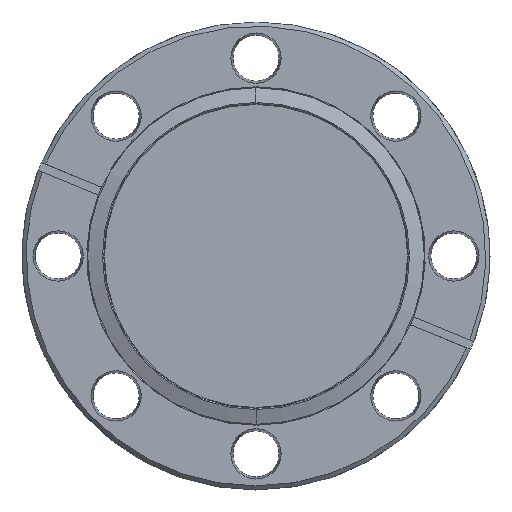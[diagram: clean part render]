
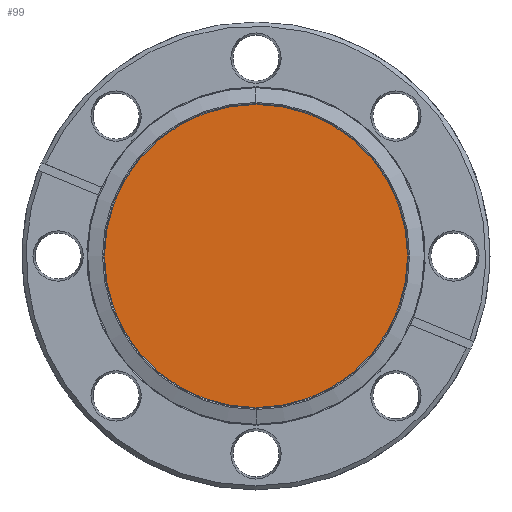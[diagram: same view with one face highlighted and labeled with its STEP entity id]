
A CAD part, left-side view. The second image highlights one B-rep face of the part: STEP entity #99.
In plain terms, the highlighted planar face has unit normal (-1, 0, 0).
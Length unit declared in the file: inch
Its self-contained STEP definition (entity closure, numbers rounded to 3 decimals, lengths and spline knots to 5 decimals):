
#46 = CARTESIAN_POINT ( 'NONE',  ( 0.051, 0., -1.0914 ) ) ;
#99 = ADVANCED_FACE ( 'NONE', ( #2114 ), #179, .F. ) ;
#150 = DIRECTION ( 'NONE',  ( -1., 0., 0. ) ) ;
#179 = PLANE ( 'NONE',  #301 ) ;
#301 = AXIS2_PLACEMENT_3D ( 'NONE', #2267, #1404, #1205 ) ;
#305 = DIRECTION ( 'NONE',  ( -1., 0., 0. ) ) ;
#365 = VERTEX_POINT ( 'NONE', #1421 ) ;
#465 = CIRCLE ( 'NONE', #1866, 1.0914 ) ;
#505 = EDGE_LOOP ( 'NONE', ( #1559, #2039 ) ) ;
#780 = CARTESIAN_POINT ( 'NONE',  ( 0.051, 0., 0. ) ) ;
#941 = EDGE_CURVE ( 'NONE', #1519, #365, #2120, .T. ) ;
#1172 = DIRECTION ( 'NONE',  ( 0., 0., -1. ) ) ;
#1205 = DIRECTION ( 'NONE',  ( 0., 0., -1. ) ) ;
#1351 = DIRECTION ( 'NONE',  ( 0., 0., -1. ) ) ;
#1404 = DIRECTION ( 'NONE',  ( 1., 0., 0. ) ) ;
#1419 = EDGE_CURVE ( 'NONE', #365, #1519, #465, .T. ) ;
#1421 = CARTESIAN_POINT ( 'NONE',  ( 0.051, 0., 1.0914 ) ) ;
#1519 = VERTEX_POINT ( 'NONE', #46 ) ;
#1559 = ORIENTED_EDGE ( 'NONE', *, *, #941, .T. ) ;
#1598 = AXIS2_PLACEMENT_3D ( 'NONE', #780, #305, #1172 ) ;
#1710 = CARTESIAN_POINT ( 'NONE',  ( 0.051, 0., 0. ) ) ;
#1866 = AXIS2_PLACEMENT_3D ( 'NONE', #1710, #150, #1351 ) ;
#2039 = ORIENTED_EDGE ( 'NONE', *, *, #1419, .T. ) ;
#2114 = FACE_OUTER_BOUND ( 'NONE', #505, .T. ) ;
#2120 = CIRCLE ( 'NONE', #1598, 1.0914 ) ;
#2267 = CARTESIAN_POINT ( 'NONE',  ( 0.051, 1.09559, 0. ) ) ;
